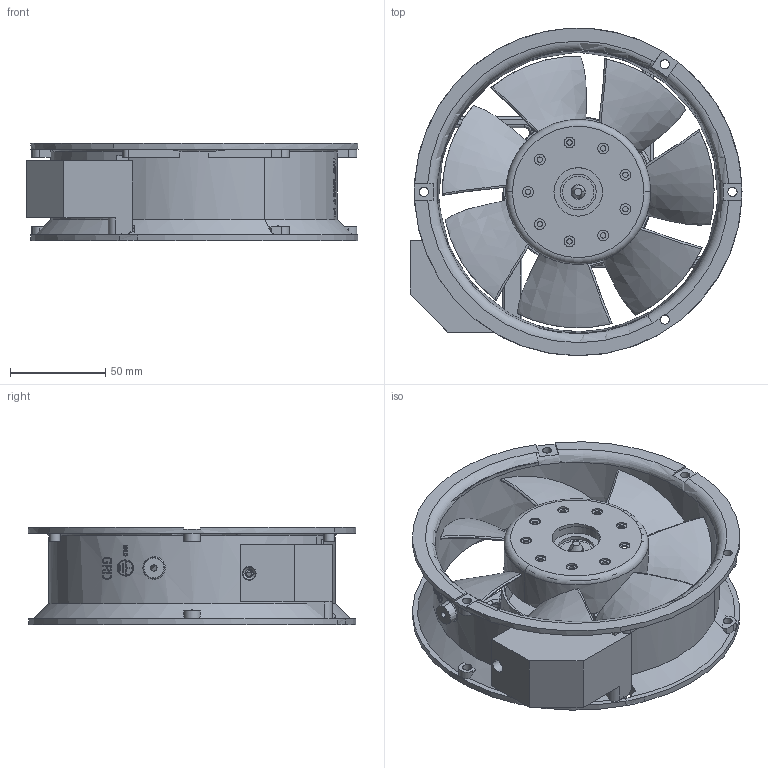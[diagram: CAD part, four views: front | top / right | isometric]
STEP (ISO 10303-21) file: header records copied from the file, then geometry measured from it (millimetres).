
FILE_DESCRIPTION(('FreeCAD Model'),'2;1');
FILE_NAME('OA172AP-22-1TBXC.stp', '2020-07-15T10:07:57',('Author'),(''), 'Open CASCADE STEP processor 7.4','FreeCAD','Unknown');
FILE_SCHEMA(('AUTOMOTIVE_DESIGN { 1 0 10303 214 1 1 1 1 }'));
Length unit declared in the file: millimetre
Products named in the file (5): OA172AP-22-1TB; Frame; Impeller; Terminal_Connection; Retaining_Cap
Assembly tree (4 placements, depth 2):
  OA172AP-22-1TB
    Frame
    Impeller
    Terminal_Connection
    Retaining_Cap
Bounding box: 174.3 x 172 x 51 mm (x, y, z)
Volume: 208289.9 mm3; surface area: 149327.4 mm2
Topology: 4 solids, 4 shells, 1052 faces, 2933 edges, 1940 vertices
Faces by surface type: plane 668, cylinder 204, bspline 87, cone 57, extrusion 21, torus 15
Entity records: 104802 total; most frequent: CARTESIAN_POINT 52551, DIRECTION 7708, ORIENTED_EDGE 5866, PCURVE 5866, DEFINITIONAL_REPRESENTATION 5866, VECTOR 4222, LINE 4201, B_SPLINE_CURVE_WITH_KNOTS 3392
